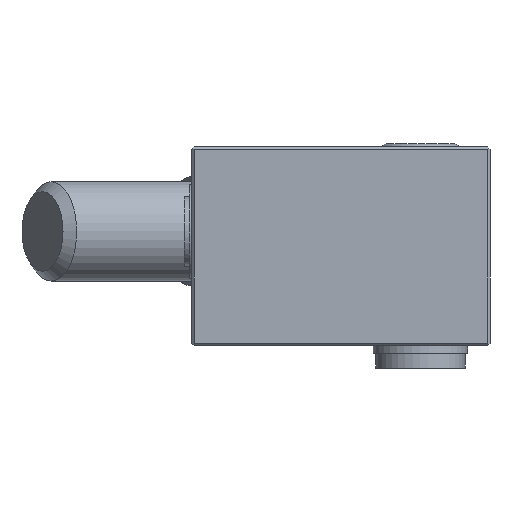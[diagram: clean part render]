
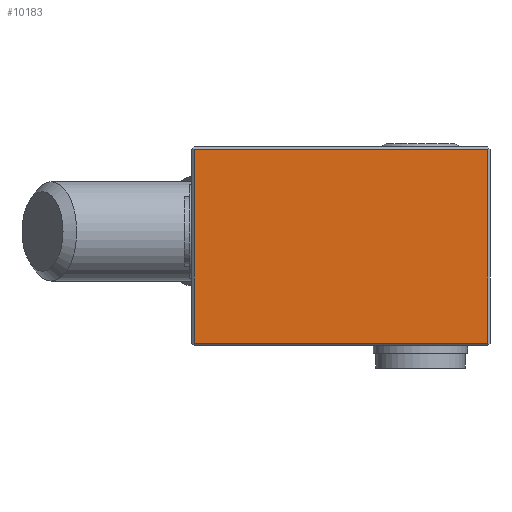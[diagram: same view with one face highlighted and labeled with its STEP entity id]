
A CAD part, front view. The second image highlights one B-rep face of the part: STEP entity #10183.
In plain terms, the highlighted planar face has unit normal (0, -1, 0).
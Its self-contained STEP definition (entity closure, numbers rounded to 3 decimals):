
#9998=CARTESIAN_POINT('',(-29.5,0.0,19.5));
#9999=VERTEX_POINT('',#9998);
#10006=CARTESIAN_POINT('',(29.5,0.0,19.5));
#10007=VERTEX_POINT('',#10006);
#10008=CARTESIAN_POINT('',(-29.5,0.0,19.5));
#10009=DIRECTION('',(1.0,0.0,0.0));
#10010=VECTOR('',#10009,59.);
#10011=LINE('',#10008,#10010);
#10012=EDGE_CURVE('',#9999,#10007,#10011,.T.);
#10045=CARTESIAN_POINT('',(-29.5,0.0,-19.5));
#10046=VERTEX_POINT('',#10045);
#10053=CARTESIAN_POINT('',(-29.5,0.0,-19.5));
#10054=DIRECTION('',(0.0,0.0,1.0));
#10055=VECTOR('',#10054,39.);
#10056=LINE('',#10053,#10055);
#10057=EDGE_CURVE('',#10046,#9999,#10056,.T.);
#10092=CARTESIAN_POINT('',(29.5,0.0,-19.5));
#10093=VERTEX_POINT('',#10092);
#10100=CARTESIAN_POINT('',(29.5,0.0,-19.5));
#10101=DIRECTION('',(-1.0,0.0,0.0));
#10102=VECTOR('',#10101,59.0);
#10103=LINE('',#10100,#10102);
#10104=EDGE_CURVE('',#10093,#10046,#10103,.T.);
#10131=CARTESIAN_POINT('',(29.5,0.0,19.5));
#10132=DIRECTION('',(0.0,0.0,-1.0));
#10133=VECTOR('',#10132,39.0);
#10134=LINE('',#10131,#10133);
#10135=EDGE_CURVE('',#10007,#10093,#10134,.T.);
#10172=CARTESIAN_POINT('',(0.,0.0,0.));
#10173=DIRECTION('',(0.0,-1.0,0.0));
#10174=DIRECTION('',(0.0,0.0,-1.0));
#10175=AXIS2_PLACEMENT_3D('',#10172,#10173,#10174);
#10176=PLANE('',#10175);
#10177=ORIENTED_EDGE('',*,*,#10104,.F.);
#10178=ORIENTED_EDGE('',*,*,#10135,.F.);
#10179=ORIENTED_EDGE('',*,*,#10012,.F.);
#10180=ORIENTED_EDGE('',*,*,#10057,.F.);
#10181=EDGE_LOOP('',(#10177,#10178,#10179,#10180));
#10182=FACE_OUTER_BOUND('',#10181,.T.);
#10183=ADVANCED_FACE('',(#10182),#10176,.T.);
